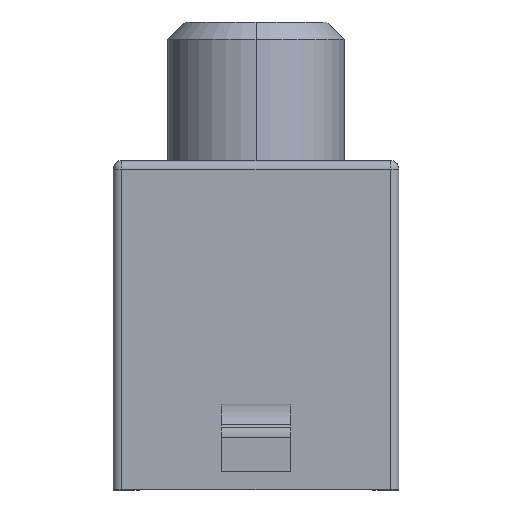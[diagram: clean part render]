
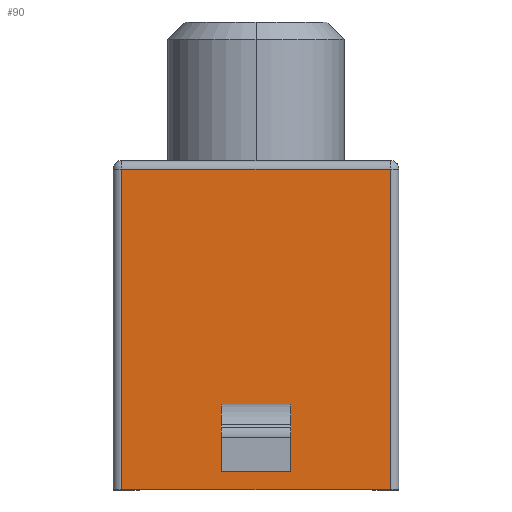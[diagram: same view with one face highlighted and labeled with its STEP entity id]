
A CAD part, top view. The second image highlights one B-rep face of the part: STEP entity #90.
In plain terms, the highlighted planar face has unit normal (0, 0, 1).
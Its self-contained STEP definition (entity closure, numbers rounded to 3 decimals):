
#90=ADVANCED_FACE('',(#229,#230),#231,.T.);
#229=FACE_OUTER_BOUND('',#419,.T.);
#230=FACE_BOUND('',#420,.T.);
#231=PLANE('',#421);
#419=EDGE_LOOP('',(#624,#625,#626,#627));
#420=EDGE_LOOP('',(#628,#629,#630,#631));
#421=AXIS2_PLACEMENT_3D('',#632,#633,#634);
#624=ORIENTED_EDGE('',*,*,#1127,.T.);
#625=ORIENTED_EDGE('',*,*,#1128,.F.);
#626=ORIENTED_EDGE('',*,*,#1112,.F.);
#627=ORIENTED_EDGE('',*,*,#1125,.T.);
#628=ORIENTED_EDGE('',*,*,#1129,.T.);
#629=ORIENTED_EDGE('',*,*,#1130,.T.);
#630=ORIENTED_EDGE('',*,*,#1131,.F.);
#631=ORIENTED_EDGE('',*,*,#1132,.F.);
#632=CARTESIAN_POINT('',(16.5,27.0,20.0));
#633=DIRECTION('',(0.0,0.0,1.0));
#634=DIRECTION('',(0.0,-1.0,0.0));
#1112=EDGE_CURVE('',#1314,#1315,#1316,.T.);
#1125=EDGE_CURVE('',#1314,#1337,#1339,.T.);
#1127=EDGE_CURVE('',#1337,#1341,#1342,.T.);
#1128=EDGE_CURVE('',#1315,#1341,#1343,.T.);
#1129=EDGE_CURVE('',#1344,#1345,#1346,.T.);
#1130=EDGE_CURVE('',#1345,#1347,#1348,.T.);
#1131=EDGE_CURVE('',#1349,#1347,#1350,.T.);
#1132=EDGE_CURVE('',#1344,#1349,#1351,.T.);
#1314=VERTEX_POINT('',#1600);
#1315=VERTEX_POINT('',#1601);
#1316=LINE('',#1602,#1603);
#1337=VERTEX_POINT('',#1632);
#1339=LINE('',#1634,#1635);
#1341=VERTEX_POINT('',#1637);
#1342=LINE('',#1638,#1639);
#1343=LINE('',#1640,#1641);
#1344=VERTEX_POINT('',#1642);
#1345=VERTEX_POINT('',#1643);
#1346=LINE('',#1644,#1645);
#1347=VERTEX_POINT('',#1646);
#1348=LINE('',#1647,#1648);
#1349=VERTEX_POINT('',#1649);
#1350=LINE('',#1650,#1651);
#1351=LINE('',#1652,#1653);
#1600=CARTESIAN_POINT('',(16.0,0.0,20.0));
#1601=CARTESIAN_POINT('',(0.5,0.0,20.0));
#1602=CARTESIAN_POINT('',(16.0,0.0,20.0));
#1603=VECTOR('',#1984,1.0);
#1632=CARTESIAN_POINT('',(16.0,18.5,20.0));
#1634=CARTESIAN_POINT('',(16.0,0.0,20.0));
#1635=VECTOR('',#2002,1.0);
#1637=CARTESIAN_POINT('',(0.5,18.5,20.0));
#1638=CARTESIAN_POINT('',(16.0,18.5,20.0));
#1639=VECTOR('',#2003,1.0);
#1640=CARTESIAN_POINT('',(0.5,0.0,20.0));
#1641=VECTOR('',#2004,1.0);
#1642=CARTESIAN_POINT('',(10.25,4.92,20.0));
#1643=CARTESIAN_POINT('',(10.25,2.92,20.0));
#1644=CARTESIAN_POINT('',(10.25,4.92,20.0));
#1645=VECTOR('',#2005,1.0);
#1646=CARTESIAN_POINT('',(6.25,2.92,20.0));
#1647=CARTESIAN_POINT('',(10.25,2.92,20.0));
#1648=VECTOR('',#2006,1.0);
#1649=CARTESIAN_POINT('',(6.25,4.92,20.0));
#1650=CARTESIAN_POINT('',(6.25,4.92,20.0));
#1651=VECTOR('',#2007,1.0);
#1652=CARTESIAN_POINT('',(10.25,4.92,20.0));
#1653=VECTOR('',#2008,1.0);
#1984=DIRECTION('',(-1.0,0.0,0.0));
#2002=DIRECTION('',(0.0,1.0,0.0));
#2003=DIRECTION('',(-1.0,0.0,0.0));
#2004=DIRECTION('',(0.0,1.0,0.0));
#2005=DIRECTION('',(0.0,-1.0,0.0));
#2006=DIRECTION('',(-1.0,0.0,0.0));
#2007=DIRECTION('',(0.0,-1.0,0.0));
#2008=DIRECTION('',(-1.0,0.0,0.0));
